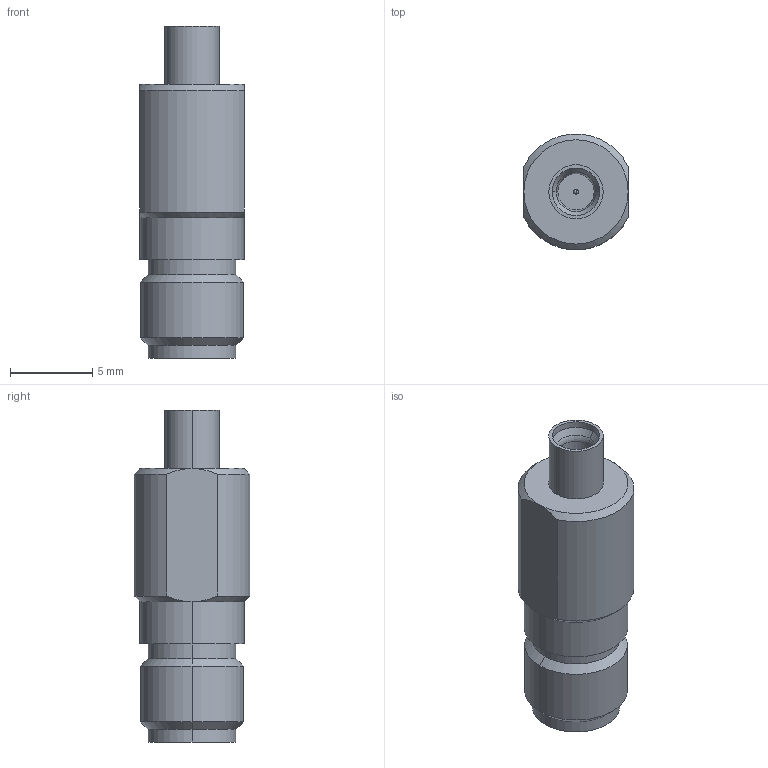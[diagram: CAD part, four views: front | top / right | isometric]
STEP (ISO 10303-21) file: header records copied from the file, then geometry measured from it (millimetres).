
FILE_DESCRIPTION (( 'STEP AP214' ), '1' );
FILE_NAME ('SF1132-6026.STEP', '2016-01-22T21:12:05', ( '' ), ( '' ), 'SwSTEP 2.0', 'SolidWorks 2015', '' );
FILE_SCHEMA (( 'AUTOMOTIVE_DESIGN' ));
Length unit declared in the file: inch
Products named in the file (1): SF1132-6026
Bounding box: 6.35 x 7.04 x 20.22 mm (x, y, z)
Volume: 538.6 mm3; surface area: 494.2 mm2
Topology: 1 solids, 1 shells, 44 faces, 92 edges, 53 vertices
Faces by surface type: cylinder 20, cone 12, plane 8, sphere 2, torus 2
Entity records: 1794 total; most frequent: CARTESIAN_POINT 228, DIRECTION 224, ORIENTED_EDGE 180, AXIS2_PLACEMENT_3D 97, EDGE_CURVE 90, VERTEX_POINT 53, CIRCLE 52, EDGE_LOOP 49
